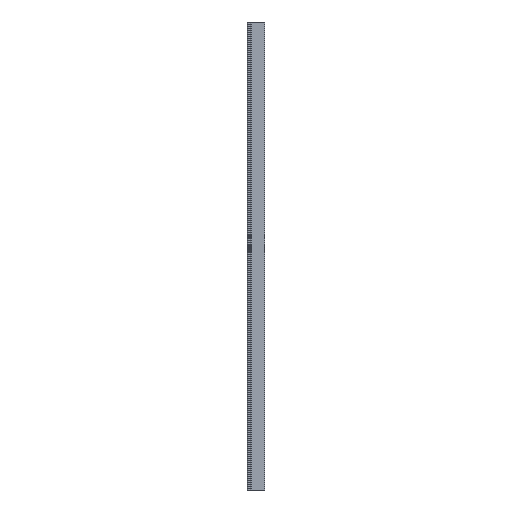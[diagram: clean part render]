
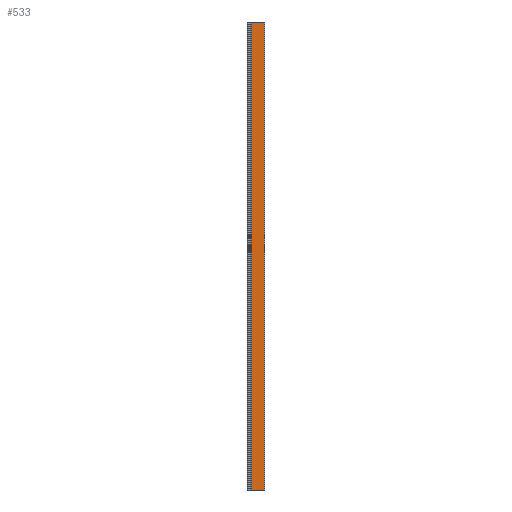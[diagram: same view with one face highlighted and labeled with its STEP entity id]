
A CAD part, left-side view. The second image highlights one B-rep face of the part: STEP entity #533.
In plain terms, the highlighted planar face has unit normal (-1, 0, 0).
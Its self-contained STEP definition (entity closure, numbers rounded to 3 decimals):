
#7 = VECTOR ( 'NONE', #61, 1000. ) ;
#61 = DIRECTION ( 'NONE',  ( 0., -1., 0. ) ) ;
#92 = CARTESIAN_POINT ( 'NONE',  ( -7.5, -4.8, 0. ) ) ;
#228 = CARTESIAN_POINT ( 'NONE',  ( -7.5, -4.8, 270. ) ) ;
#278 = VECTOR ( 'NONE', #1430, 1000. ) ;
#360 = LINE ( 'NONE', #931, #278 ) ;
#478 = VECTOR ( 'NONE', #2079, 1000. ) ;
#533 = ADVANCED_FACE ( 'NONE', ( #1334 ), #1576, .F. ) ;
#563 = LINE ( 'NONE', #1139, #1679 ) ;
#760 = AXIS2_PLACEMENT_3D ( 'NONE', #1562, #1667, #1673 ) ;
#912 = ORIENTED_EDGE ( 'NONE', *, *, #982, .F. ) ;
#931 = CARTESIAN_POINT ( 'NONE',  ( -7.5, 2.706, 270. ) ) ;
#957 = EDGE_CURVE ( 'NONE', #1583, #1101, #360, .T. ) ;
#981 = EDGE_CURVE ( 'NONE', #1101, #2213, #1308, .T. ) ;
#982 = EDGE_CURVE ( 'NONE', #2173, #2213, #563, .T. ) ;
#984 = EDGE_CURVE ( 'NONE', #1583, #2173, #2159, .T. ) ;
#1040 = ORIENTED_EDGE ( 'NONE', *, *, #984, .F. ) ;
#1101 = VERTEX_POINT ( 'NONE', #1399 ) ;
#1139 = CARTESIAN_POINT ( 'NONE',  ( -7.5, -4.8, 270. ) ) ;
#1279 = DIRECTION ( 'NONE',  ( 0., 0., -1. ) ) ;
#1308 = LINE ( 'NONE', #92, #7 ) ;
#1334 = FACE_OUTER_BOUND ( 'NONE', #2348, .T. ) ;
#1399 = CARTESIAN_POINT ( 'NONE',  ( -7.5, 2.706, 0. ) ) ;
#1430 = DIRECTION ( 'NONE',  ( 0., 0., -1. ) ) ;
#1562 = CARTESIAN_POINT ( 'NONE',  ( -7.5, -4.8, 270. ) ) ;
#1576 = PLANE ( 'NONE',  #760 ) ;
#1583 = VERTEX_POINT ( 'NONE', #2197 ) ;
#1667 = DIRECTION ( 'NONE',  ( 1., 0., 0. ) ) ;
#1673 = DIRECTION ( 'NONE',  ( 0., 0., -1. ) ) ;
#1679 = VECTOR ( 'NONE', #1279, 1000. ) ;
#1889 = ORIENTED_EDGE ( 'NONE', *, *, #981, .T. ) ;
#2079 = DIRECTION ( 'NONE',  ( 0., -1., 0. ) ) ;
#2159 = LINE ( 'NONE', #228, #478 ) ;
#2173 = VERTEX_POINT ( 'NONE', #2296 ) ;
#2197 = CARTESIAN_POINT ( 'NONE',  ( -7.5, 2.706, 270. ) ) ;
#2213 = VERTEX_POINT ( 'NONE', #2303 ) ;
#2296 = CARTESIAN_POINT ( 'NONE',  ( -7.5, -4.8, 270. ) ) ;
#2303 = CARTESIAN_POINT ( 'NONE',  ( -7.5, -4.8, 0. ) ) ;
#2348 = EDGE_LOOP ( 'NONE', ( #1889, #912, #1040, #2447 ) ) ;
#2447 = ORIENTED_EDGE ( 'NONE', *, *, #957, .T. ) ;
